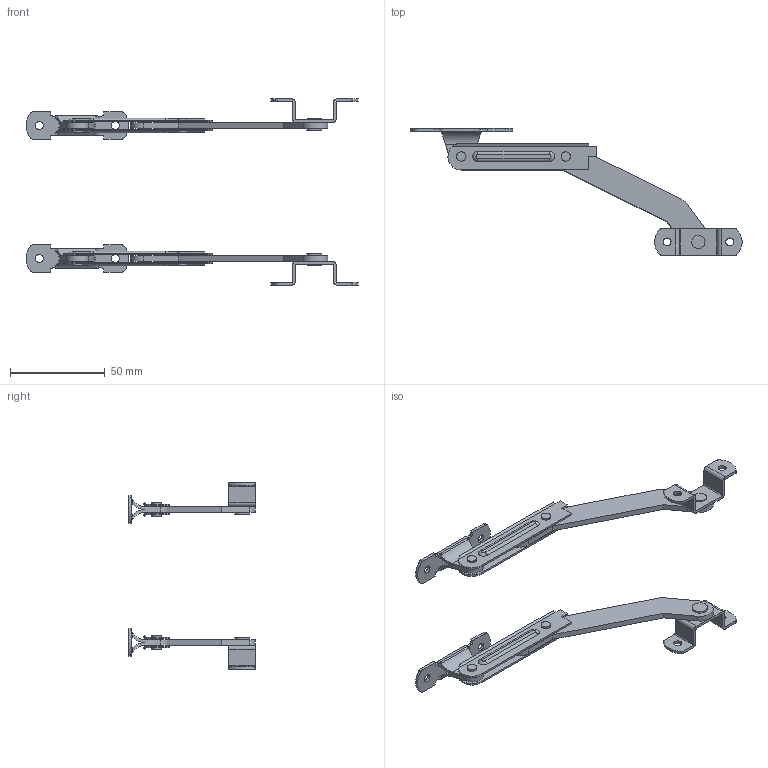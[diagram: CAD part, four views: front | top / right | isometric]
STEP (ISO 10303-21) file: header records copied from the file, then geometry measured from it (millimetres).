
FILE_DESCRIPTION(/* description */ (''),/* implementation_level */ '2;1');
FILE_NAME(/* name */ 'SY-3.stp',/* time_stamp */ '2024-12-06T15:44:50+09:00',/* author */ ('user'),/* organization */ (''),/* preprocessor_version */ 'ST-DEVELOPER v15.6',/* originating_system */ 'Autodesk Inventor 2015',/* authorisation */ '');
FILE_SCHEMA (('AUTOMOTIVE_DESIGN { 1 0 10303 214 3 1 1 }'));
Length unit declared in the file: millimetre
Products named in the file (8): PIN_1; SY-3_PLATE_1; SY-3_BRAKET_1; SY-3_BRAKET_2; SY-3_PLATE_2; SY-3_우타입; SY-3_좌타입; SY-3
Bounding box: 174.77 x 66.75 x 98 mm (x, y, z)
Volume: 21042.2 mm3; surface area: 27568.8 mm2
Topology: 14 solids, 14 shells, 342 faces, 862 edges, 564 vertices
Faces by surface type: plane 156, cylinder 148, bspline 22, torus 8, sphere 8
Full cylindrical faces by diameter (mm): 3 x14, 4.2 x8, 5 x8, 7 x2, 8 x2
Entity records: 5587 total; most frequent: CARTESIAN_POINT 1222, DIRECTION 913, ORIENTED_EDGE 828, EDGE_CURVE 414, AXIS2_PLACEMENT_3D 351, VERTEX_POINT 282, EDGE_LOOP 214, LINE 211
